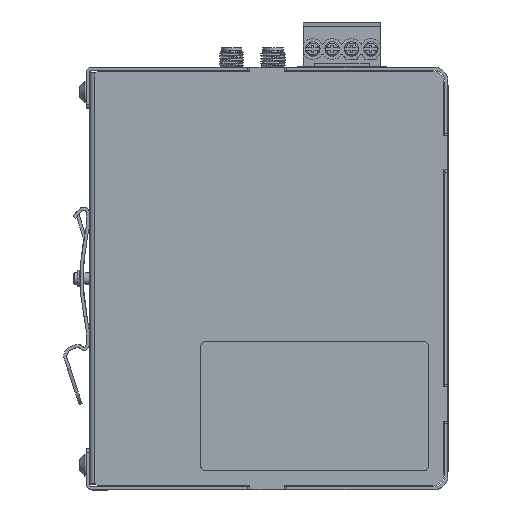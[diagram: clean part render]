
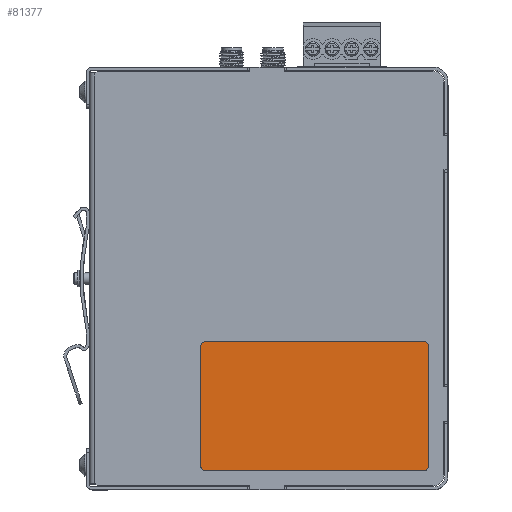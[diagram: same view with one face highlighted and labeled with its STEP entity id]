
A CAD part, top view. The second image highlights one B-rep face of the part: STEP entity #81377.
In plain terms, the highlighted planar face has unit normal (0, 0, 1).
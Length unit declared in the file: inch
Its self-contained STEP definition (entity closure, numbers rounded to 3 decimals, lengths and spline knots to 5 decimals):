
#2938 = CARTESIAN_POINT ( 'NONE',  ( 1.61417, -1.92913, 0.55799 ) ) ;
#4411 = EDGE_CURVE ( 'NONE', #84115, #49178, #29784, .T. ) ;
#4476 = ORIENTED_EDGE ( 'NONE', *, *, #84137, .T. ) ;
#5278 = VECTOR ( 'NONE', #36081, 39.37008 ) ;
#5510 = CARTESIAN_POINT ( 'NONE',  ( 1.67323, -1.3189, 0.55799 ) ) ;
#6156 = FACE_OUTER_BOUND ( 'NONE', #70606, .T. ) ;
#8027 = AXIS2_PLACEMENT_3D ( 'NONE', #32845, #90714, #54874 ) ;
#8691 = EDGE_CURVE ( 'NONE', #27593, #70844, #47762, .T. ) ;
#9433 = CARTESIAN_POINT ( 'NONE',  ( 0.49213, -1.98819, 0.55799 ) ) ;
#11639 = DIRECTION ( 'NONE',  ( -1., 0., 0. ) ) ;
#13743 = DIRECTION ( 'NONE',  ( 0., 1., 0. ) ) ;
#16562 = CIRCLE ( 'NONE', #32741, 0.05906 ) ;
#18054 = DIRECTION ( 'NONE',  ( 0., 0., 1. ) ) ;
#19337 = EDGE_CURVE ( 'NONE', #25628, #27593, #50669, .T. ) ;
#19371 = CARTESIAN_POINT ( 'NONE',  ( 1.61417, -0.70866, 0.55799 ) ) ;
#19395 = DIRECTION ( 'NONE',  ( 0., -1., 0. ) ) ;
#20267 = DIRECTION ( 'NONE',  ( 0., 0., 1. ) ) ;
#21323 = AXIS2_PLACEMENT_3D ( 'NONE', #2938, #18054, #80590 ) ;
#25628 = VERTEX_POINT ( 'NONE', #35545 ) ;
#25820 = LINE ( 'NONE', #74074, #56182 ) ;
#26759 = CARTESIAN_POINT ( 'NONE',  ( -0.68898, -1.3189, 0.55799 ) ) ;
#26839 = PLANE ( 'NONE',  #8027 ) ;
#27558 = DIRECTION ( 'NONE',  ( 0., 0., 1. ) ) ;
#27593 = VERTEX_POINT ( 'NONE', #47001 ) ;
#29784 = CIRCLE ( 'NONE', #85539, 0.05906 ) ;
#32741 = AXIS2_PLACEMENT_3D ( 'NONE', #90518, #27558, #49123 ) ;
#32845 = CARTESIAN_POINT ( 'NONE',  ( 0.49213, -1.3189, 0.55799 ) ) ;
#33173 = DIRECTION ( 'NONE',  ( -1., 0., 0. ) ) ;
#35545 = CARTESIAN_POINT ( 'NONE',  ( 1.61417, -1.98819, 0.55799 ) ) ;
#36081 = DIRECTION ( 'NONE',  ( 1., 0., 0. ) ) ;
#36963 = ORIENTED_EDGE ( 'NONE', *, *, #19337, .T. ) ;
#40041 = CARTESIAN_POINT ( 'NONE',  ( -0.68898, -0.70866, 0.55799 ) ) ;
#40883 = CARTESIAN_POINT ( 'NONE',  ( -0.62992, -1.98819, 0.55799 ) ) ;
#42974 = CARTESIAN_POINT ( 'NONE',  ( -0.62992, -0.64961, 0.55799 ) ) ;
#43860 = ORIENTED_EDGE ( 'NONE', *, *, #70598, .T. ) ;
#44321 = EDGE_CURVE ( 'NONE', #70844, #85910, #53746, .T. ) ;
#44564 = CARTESIAN_POINT ( 'NONE',  ( 1.67323, -0.70866, 0.55799 ) ) ;
#46768 = CARTESIAN_POINT ( 'NONE',  ( -0.68898, -1.92913, 0.55799 ) ) ;
#47001 = CARTESIAN_POINT ( 'NONE',  ( 1.67323, -1.92913, 0.55799 ) ) ;
#47762 = LINE ( 'NONE', #5510, #49177 ) ;
#49123 = DIRECTION ( 'NONE',  ( -1., 0., 0. ) ) ;
#49177 = VECTOR ( 'NONE', #13743, 39.37008 ) ;
#49178 = VERTEX_POINT ( 'NONE', #40041 ) ;
#50669 = CIRCLE ( 'NONE', #21323, 0.05906 ) ;
#51638 = CARTESIAN_POINT ( 'NONE',  ( -0.62992, -0.70866, 0.55799 ) ) ;
#53746 = CIRCLE ( 'NONE', #72836, 0.05906 ) ;
#54712 = VECTOR ( 'NONE', #19395, 39.37008 ) ;
#54874 = DIRECTION ( 'NONE',  ( 1., 0., 0. ) ) ;
#56182 = VECTOR ( 'NONE', #59864, 39.37008 ) ;
#57312 = EDGE_CURVE ( 'NONE', #49178, #86846, #89741, .T. ) ;
#57843 = EDGE_CURVE ( 'NONE', #86846, #61747, #16562, .T. ) ;
#59864 = DIRECTION ( 'NONE',  ( -1., 0., 0. ) ) ;
#61747 = VERTEX_POINT ( 'NONE', #40883 ) ;
#63714 = LINE ( 'NONE', #9433, #5278 ) ;
#68274 = ORIENTED_EDGE ( 'NONE', *, *, #8691, .T. ) ;
#70598 = EDGE_CURVE ( 'NONE', #85910, #84115, #25820, .T. ) ;
#70606 = EDGE_LOOP ( 'NONE', ( #43860, #86757, #85339, #87693, #4476, #36963, #68274, #90461 ) ) ;
#70844 = VERTEX_POINT ( 'NONE', #44564 ) ;
#72836 = AXIS2_PLACEMENT_3D ( 'NONE', #19371, #20267, #33173 ) ;
#74074 = CARTESIAN_POINT ( 'NONE',  ( 0.49213, -0.64961, 0.55799 ) ) ;
#79318 = CARTESIAN_POINT ( 'NONE',  ( 1.61417, -0.64961, 0.55799 ) ) ;
#80590 = DIRECTION ( 'NONE',  ( -1., 0., 0. ) ) ;
#80593 = DIRECTION ( 'NONE',  ( 0., 0., 1. ) ) ;
#81377 = ADVANCED_FACE ( 'NONE', ( #6156 ), #26839, .T. ) ;
#84115 = VERTEX_POINT ( 'NONE', #42974 ) ;
#84137 = EDGE_CURVE ( 'NONE', #61747, #25628, #63714, .T. ) ;
#85339 = ORIENTED_EDGE ( 'NONE', *, *, #57312, .T. ) ;
#85539 = AXIS2_PLACEMENT_3D ( 'NONE', #51638, #80593, #11639 ) ;
#85910 = VERTEX_POINT ( 'NONE', #79318 ) ;
#86757 = ORIENTED_EDGE ( 'NONE', *, *, #4411, .T. ) ;
#86846 = VERTEX_POINT ( 'NONE', #46768 ) ;
#87693 = ORIENTED_EDGE ( 'NONE', *, *, #57843, .T. ) ;
#89741 = LINE ( 'NONE', #26759, #54712 ) ;
#90461 = ORIENTED_EDGE ( 'NONE', *, *, #44321, .T. ) ;
#90518 = CARTESIAN_POINT ( 'NONE',  ( -0.62992, -1.92913, 0.55799 ) ) ;
#90714 = DIRECTION ( 'NONE',  ( 0., 0., 1. ) ) ;
